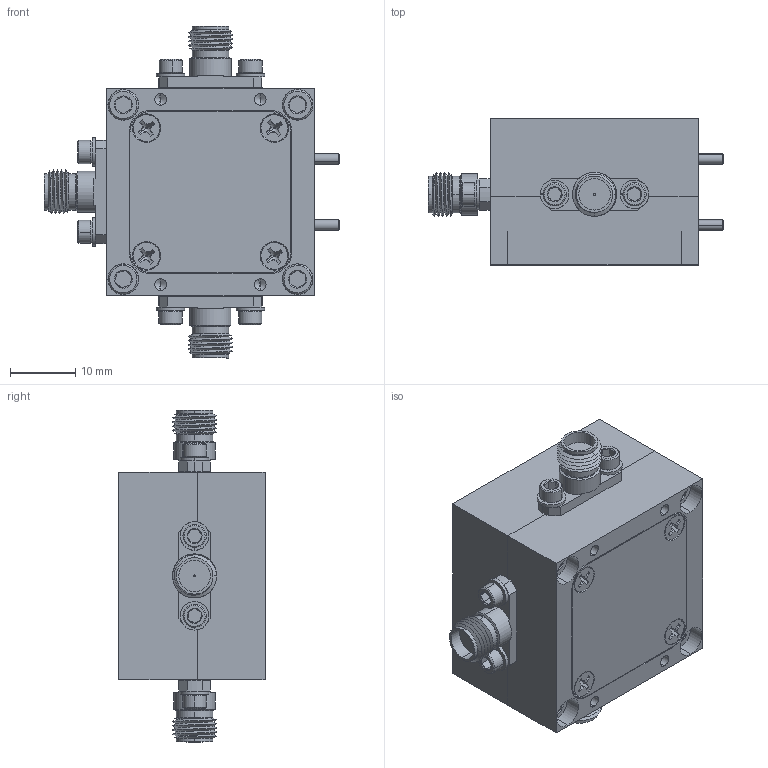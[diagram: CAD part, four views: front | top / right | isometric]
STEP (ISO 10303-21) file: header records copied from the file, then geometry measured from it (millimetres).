
FILE_DESCRIPTION (( 'STEP AP203' ), '1' );
FILE_NAME ('DMFS-12-111-1 DF.STEP', '2019-06-11T16:54:02', ( '' ), ( '' ), 'SwSTEP 2.0', 'SolidWorks 2016', '' );
FILE_SCHEMA (( 'CONFIG_CONTROL_DESIGN' ));
Length unit declared in the file: inch
Products named in the file (1): DMFS-12-111-1 DF
Bounding box: 45.15 x 22.35 x 50.8 mm (x, y, z)
Volume: 22958.4 mm3; surface area: 10862.5 mm2
Topology: 8 solids, 8 shells, 912 faces, 2227 edges, 1362 vertices
Faces by surface type: plane 383, cylinder 281, cone 236, torus 6, bspline 6
Entity records: 28761 total; most frequent: CARTESIAN_POINT 7476, DIRECTION 4529, ORIENTED_EDGE 4382, EDGE_CURVE 2191, AXIS2_PLACEMENT_3D 1739, VERTEX_POINT 1362, VECTOR 1051, LINE 1051
